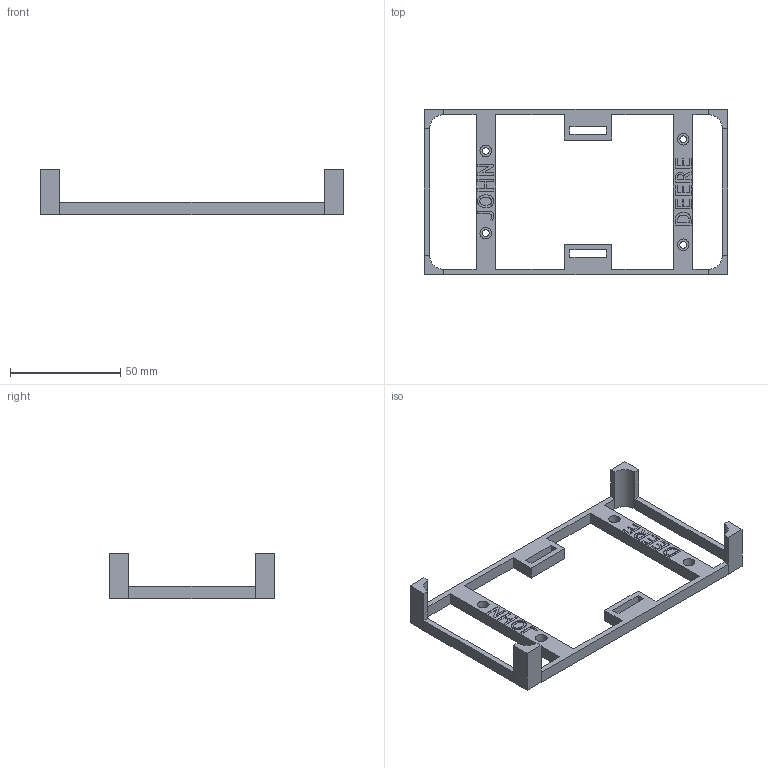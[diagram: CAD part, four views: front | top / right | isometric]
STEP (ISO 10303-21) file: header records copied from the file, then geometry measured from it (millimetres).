
FILE_DESCRIPTION(/* description */ ('STEP AP242','CAx-IF Rec.Pracs.---Representation and Presentation of Product Manufacturing Information (PMI)---4.0---2014-10-13','CAx-IF Rec.Pracs.---3D Tessellated Geometry---0.4---2014-09-14','2;1'),/* implementation_level */ '2;1');
FILE_NAME(/* name */ '65cb8c164986bb26d0d10ab1',/* time_stamp */ '2024-02-13T15:34:47Z',/* author */ (''),/* organization */ (''),/* preprocessor_version */ 'ST-DEVELOPER v19.4',/* originating_system */ ' ',/* authorisation */ ' ');
FILE_SCHEMA (('AP242_MANAGED_MODEL_BASED_3D_ENGINEERING_MIM_LF { 1 0 10303 442 1 1 4 }'));
Length unit declared in the file: metre
Products named in the file (7): Part 6; Part 7; Part 5; Part 1; Part 3; Part 4; Part 2
Bounding box: 138.02 x 75.29 x 20.57 mm (x, y, z)
Volume: 17614.9 mm3; surface area: 14640.8 mm2
Topology: 7 solids, 7 shells, 255 faces, 675 edges, 450 vertices
Faces by surface type: plane 165, bspline 78, cylinder 12
Full cylindrical faces by diameter (mm): 3.048 x4, 5.334 x4
Entity records: 8225 total; most frequent: CARTESIAN_POINT 2237, ORIENTED_EDGE 1334, DIRECTION 903, EDGE_CURVE 667, LINE 487, VECTOR 487, VERTEX_POINT 450, EDGE_LOOP 293
